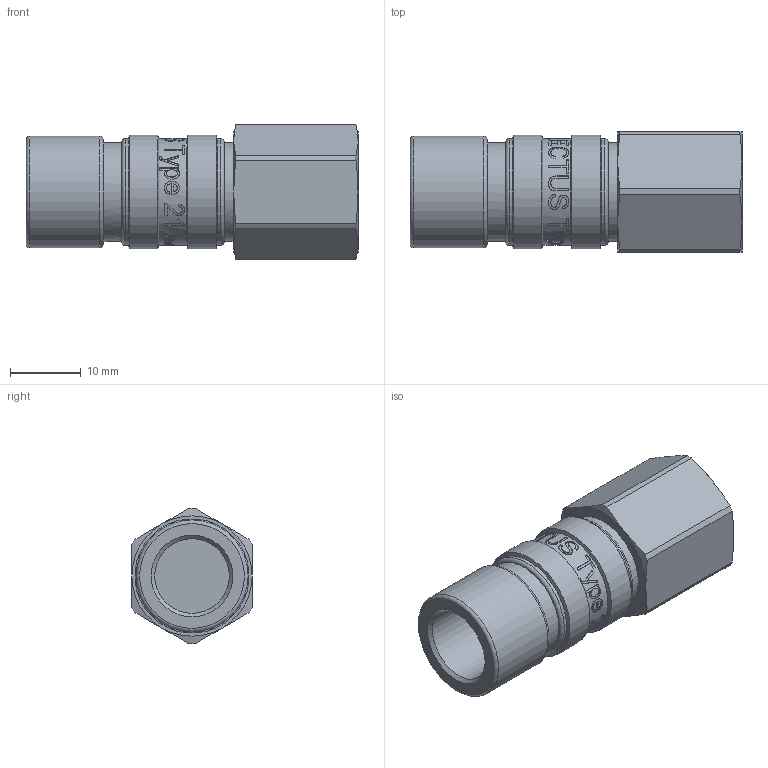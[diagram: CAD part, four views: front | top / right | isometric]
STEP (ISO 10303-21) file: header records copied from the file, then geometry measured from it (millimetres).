
FILE_DESCRIPTION(/* description */ (''),/* implementation_level */ '2;1');
FILE_NAME(/* name */ '21kbiw13mpn0.stp',/* time_stamp */ '2020-08-11T11:41:27+02:00',/* author */ ('IA176480'),/* organization */ (''),/* preprocessor_version */ 'ST-DEVELOPER v17',/* originating_system */ 'Autodesk Inventor 2019',/* authorisation */ '');
FILE_SCHEMA (('CONFIG_CONTROL_DESIGN'));
Products named in the file (1): 21KBIW13MPN0
Bounding box: 46.91 x 17 x 19.15 mm (x, y, z)
Volume: 7964.1 mm3; surface area: 4458.6 mm2
Topology: 1 solids, 3 shells, 436 faces, 1183 edges, 790 vertices
Faces by surface type: bspline 211, plane 145, cylinder 56, cone 20, torus 4
Full cylindrical faces by diameter (mm): 10.55 x1, 11.445 x1, 13.091 x2, 14 x4, 15.1 x3, 15.8 x1, 16.15 x2
Entity records: 63246 total; most frequent: CARTESIAN_POINT 53329, ORIENTED_EDGE 2366, DIRECTION 1238, EDGE_CURVE 1183, VERTEX_POINT 790, B_SPLINE_CURVE_WITH_KNOTS 545, EDGE_LOOP 477, LINE 442
